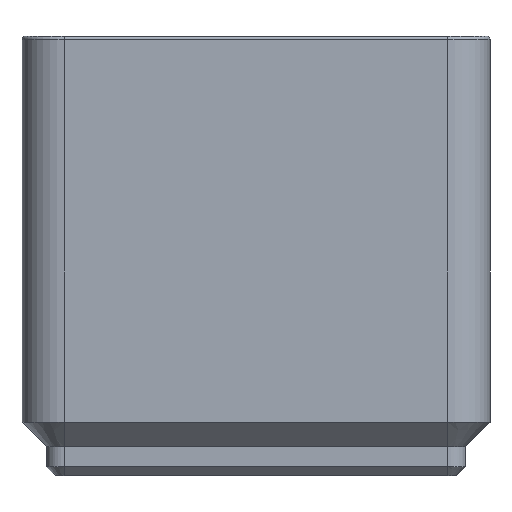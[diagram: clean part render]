
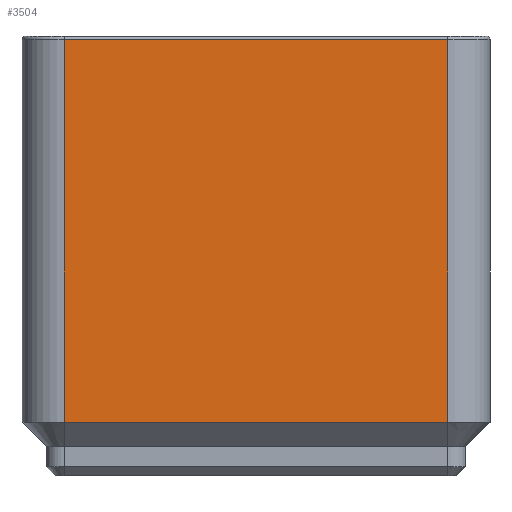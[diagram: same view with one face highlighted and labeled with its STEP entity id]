
A CAD part, left-side view. The second image highlights one B-rep face of the part: STEP entity #3504.
In plain terms, the highlighted planar face has unit normal (-1, 0, 0).
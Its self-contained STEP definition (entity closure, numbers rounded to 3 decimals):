
#1065 = CYLINDRICAL_SURFACE('',#1066,0.3);
#1066 = AXIS2_PLACEMENT_3D('',#1067,#1068,#1069);
#1067 = CARTESIAN_POINT('',(-41.45,17.,38.7));
#1068 = DIRECTION('',(0.,-1.,0.));
#1069 = DIRECTION('',(0.,0.,1.));
#2345 = VERTEX_POINT('',#2346);
#2346 = CARTESIAN_POINT('',(-41.75,17.,38.7));
#2381 = CYLINDRICAL_SURFACE('',#2382,3.75);
#2382 = AXIS2_PLACEMENT_3D('',#2383,#2384,#2385);
#2383 = CARTESIAN_POINT('',(-38.,17.,5.25));
#2384 = DIRECTION('',(0.,0.,1.));
#2385 = DIRECTION('',(1.,0.,0.));
#2450 = EDGE_CURVE('',#2345,#2451,#2453,.T.);
#2451 = VERTEX_POINT('',#2452);
#2452 = CARTESIAN_POINT('',(-41.75,-17.,38.7));
#2453 = SURFACE_CURVE('',#2454,(#2458,#2465),.PCURVE_S1.);
#2454 = LINE('',#2455,#2456);
#2455 = CARTESIAN_POINT('',(-41.75,17.,38.7));
#2456 = VECTOR('',#2457,1.);
#2457 = DIRECTION('',(0.,-1.,0.));
#2458 = PCURVE('',#1065,#2459);
#2459 = DEFINITIONAL_REPRESENTATION('',(#2460),#2464);
#2460 = LINE('',#2461,#2462);
#2461 = CARTESIAN_POINT('',(1.571,0.));
#2462 = VECTOR('',#2463,1.);
#2463 = DIRECTION('',(0.,1.));
#2464 = ( GEOMETRIC_REPRESENTATION_CONTEXT(2) 
PARAMETRIC_REPRESENTATION_CONTEXT() REPRESENTATION_CONTEXT('2D SPACE',''
  ) );
#2465 = PCURVE('',#2466,#2471);
#2466 = PLANE('',#2467);
#2467 = AXIS2_PLACEMENT_3D('',#2468,#2469,#2470);
#2468 = CARTESIAN_POINT('',(-41.75,-17.,5.25));
#2469 = DIRECTION('',(1.,0.,0.));
#2470 = DIRECTION('',(-0.,1.,0.));
#2471 = DEFINITIONAL_REPRESENTATION('',(#2472),#2476);
#2472 = LINE('',#2473,#2474);
#2473 = CARTESIAN_POINT('',(34.,33.45));
#2474 = VECTOR('',#2475,1.);
#2475 = DIRECTION('',(-1.,0.));
#2476 = ( GEOMETRIC_REPRESENTATION_CONTEXT(2) 
PARAMETRIC_REPRESENTATION_CONTEXT() REPRESENTATION_CONTEXT('2D SPACE',''
  ) );
#2595 = CYLINDRICAL_SURFACE('',#2596,3.75);
#2596 = AXIS2_PLACEMENT_3D('',#2597,#2598,#2599);
#2597 = CARTESIAN_POINT('',(-38.,-17.,5.25));
#2598 = DIRECTION('',(0.,0.,1.));
#2599 = DIRECTION('',(1.,0.,0.));
#3401 = VERTEX_POINT('',#3402);
#3402 = CARTESIAN_POINT('',(-41.75,17.,4.75));
#3429 = EDGE_CURVE('',#2345,#3401,#3430,.T.);
#3430 = SURFACE_CURVE('',#3431,(#3435,#3442),.PCURVE_S1.);
#3431 = LINE('',#3432,#3433);
#3432 = CARTESIAN_POINT('',(-41.75,17.,52.8));
#3433 = VECTOR('',#3434,1.);
#3434 = DIRECTION('',(0.,0.,-1.));
#3435 = PCURVE('',#2381,#3436);
#3436 = DEFINITIONAL_REPRESENTATION('',(#3437),#3441);
#3437 = LINE('',#3438,#3439);
#3438 = CARTESIAN_POINT('',(3.142,47.55));
#3439 = VECTOR('',#3440,1.);
#3440 = DIRECTION('',(0.,-1.));
#3441 = ( GEOMETRIC_REPRESENTATION_CONTEXT(2) 
PARAMETRIC_REPRESENTATION_CONTEXT() REPRESENTATION_CONTEXT('2D SPACE',''
  ) );
#3442 = PCURVE('',#2466,#3443);
#3443 = DEFINITIONAL_REPRESENTATION('',(#3444),#3448);
#3444 = LINE('',#3445,#3446);
#3445 = CARTESIAN_POINT('',(34.,47.55));
#3446 = VECTOR('',#3447,1.);
#3447 = DIRECTION('',(0.,-1.));
#3448 = ( GEOMETRIC_REPRESENTATION_CONTEXT(2) 
PARAMETRIC_REPRESENTATION_CONTEXT() REPRESENTATION_CONTEXT('2D SPACE',''
  ) );
#3504 = ADVANCED_FACE('',(#3505),#2466,.F.);
#3505 = FACE_BOUND('',#3506,.F.);
#3506 = EDGE_LOOP('',(#3507,#3530,#3556,#3557));
#3507 = ORIENTED_EDGE('',*,*,#3508,.F.);
#3508 = EDGE_CURVE('',#3509,#2451,#3511,.T.);
#3509 = VERTEX_POINT('',#3510);
#3510 = CARTESIAN_POINT('',(-41.75,-17.,4.75));
#3511 = SURFACE_CURVE('',#3512,(#3516,#3523),.PCURVE_S1.);
#3512 = LINE('',#3513,#3514);
#3513 = CARTESIAN_POINT('',(-41.75,-17.,4.75));
#3514 = VECTOR('',#3515,1.);
#3515 = DIRECTION('',(0.,0.,1.));
#3516 = PCURVE('',#2466,#3517);
#3517 = DEFINITIONAL_REPRESENTATION('',(#3518),#3522);
#3518 = LINE('',#3519,#3520);
#3519 = CARTESIAN_POINT('',(0.,-0.5));
#3520 = VECTOR('',#3521,1.);
#3521 = DIRECTION('',(0.,1.));
#3522 = ( GEOMETRIC_REPRESENTATION_CONTEXT(2) 
PARAMETRIC_REPRESENTATION_CONTEXT() REPRESENTATION_CONTEXT('2D SPACE',''
  ) );
#3523 = PCURVE('',#2595,#3524);
#3524 = DEFINITIONAL_REPRESENTATION('',(#3525),#3529);
#3525 = LINE('',#3526,#3527);
#3526 = CARTESIAN_POINT('',(3.142,-0.5));
#3527 = VECTOR('',#3528,1.);
#3528 = DIRECTION('',(-0.,1.));
#3529 = ( GEOMETRIC_REPRESENTATION_CONTEXT(2) 
PARAMETRIC_REPRESENTATION_CONTEXT() REPRESENTATION_CONTEXT('2D SPACE',''
  ) );
#3530 = ORIENTED_EDGE('',*,*,#3531,.T.);
#3531 = EDGE_CURVE('',#3509,#3401,#3532,.T.);
#3532 = SURFACE_CURVE('',#3533,(#3537,#3544),.PCURVE_S1.);
#3533 = LINE('',#3534,#3535);
#3534 = CARTESIAN_POINT('',(-41.75,-8.5,4.75));
#3535 = VECTOR('',#3536,1.);
#3536 = DIRECTION('',(0.,1.,0.));
#3537 = PCURVE('',#2466,#3538);
#3538 = DEFINITIONAL_REPRESENTATION('',(#3539),#3543);
#3539 = LINE('',#3540,#3541);
#3540 = CARTESIAN_POINT('',(8.5,-0.5));
#3541 = VECTOR('',#3542,1.);
#3542 = DIRECTION('',(1.,0.));
#3543 = ( GEOMETRIC_REPRESENTATION_CONTEXT(2) 
PARAMETRIC_REPRESENTATION_CONTEXT() REPRESENTATION_CONTEXT('2D SPACE',''
  ) );
#3544 = PCURVE('',#3545,#3550);
#3545 = PLANE('',#3546);
#3546 = AXIS2_PLACEMENT_3D('',#3547,#3548,#3549);
#3547 = CARTESIAN_POINT('',(-42.,0.,5.));
#3548 = DIRECTION('',(0.707,0.,0.707));
#3549 = DIRECTION('',(-0.707,0.,0.707));
#3550 = DEFINITIONAL_REPRESENTATION('',(#3551),#3555);
#3551 = LINE('',#3552,#3553);
#3552 = CARTESIAN_POINT('',(-0.354,8.5));
#3553 = VECTOR('',#3554,1.);
#3554 = DIRECTION('',(-0.,-1.));
#3555 = ( GEOMETRIC_REPRESENTATION_CONTEXT(2) 
PARAMETRIC_REPRESENTATION_CONTEXT() REPRESENTATION_CONTEXT('2D SPACE',''
  ) );
#3556 = ORIENTED_EDGE('',*,*,#3429,.F.);
#3557 = ORIENTED_EDGE('',*,*,#2450,.T.);
